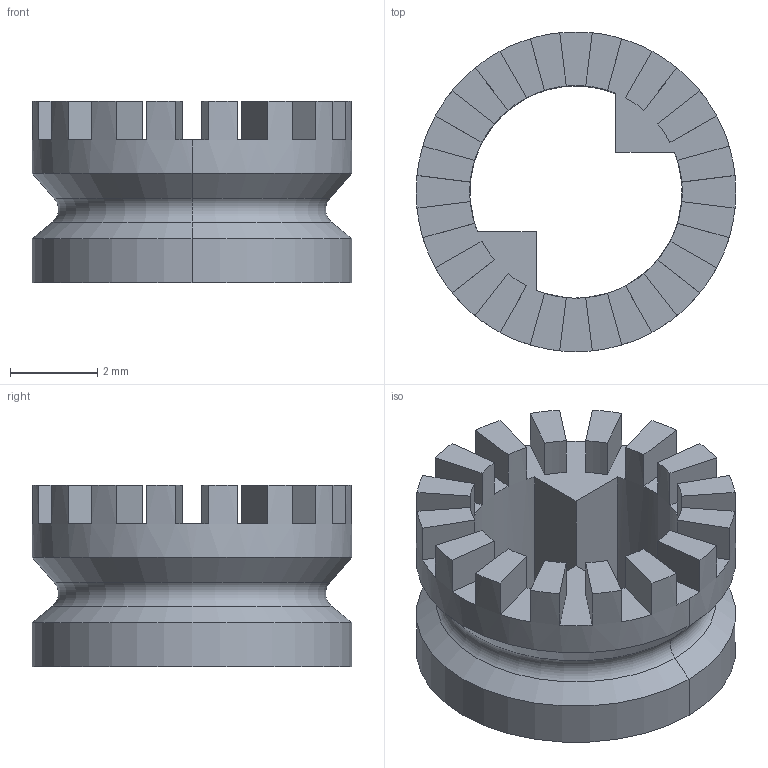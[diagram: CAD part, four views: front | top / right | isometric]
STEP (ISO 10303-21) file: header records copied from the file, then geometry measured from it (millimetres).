
FILE_DESCRIPTION((''),'1');
FILE_NAME('GEAR_SNAP_THIN','2000-08-24T',('ujkopena'),(''),'PRO/ENGINEER BY PARAMETRIC TECHNOLOGY CORPORATION, 1999390','PRO/ENGINEER BY PARAMETRIC TECHNOLOGY CORPORATION, 1999390','');
FILE_SCHEMA(('CONFIG_CONTROL_DESIGN'));
Length unit declared in the file: metre
Products named in the file (1): GEAR_SNAP_THIN
Bounding box: 7.34 x 7.34 x 4.17 mm (x, y, z)
Volume: 83.9 mm3; surface area: 241.5 mm2
Topology: 1 solids, 1 shells, 81 faces, 232 edges, 152 vertices
Faces by surface type: plane 65, cylinder 10, cone 4, torus 2
Entity records: 2706 total; most frequent: DIRECTION 476, CARTESIAN_POINT 465, ORIENTED_EDGE 464, EDGE_CURVE 232, AXIS2_PLACEMENT_3D 163, VERTEX_POINT 152, VECTOR 150, LINE 150
